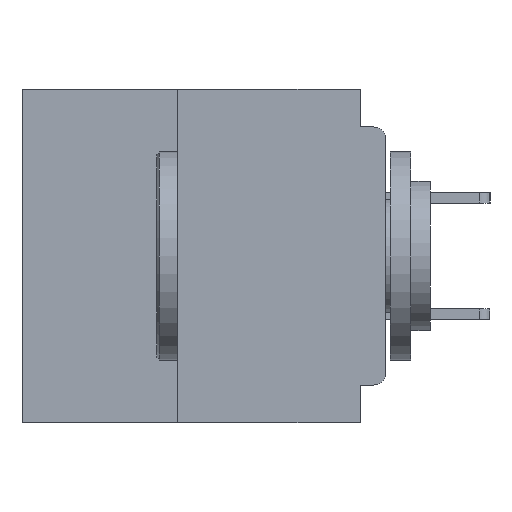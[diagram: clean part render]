
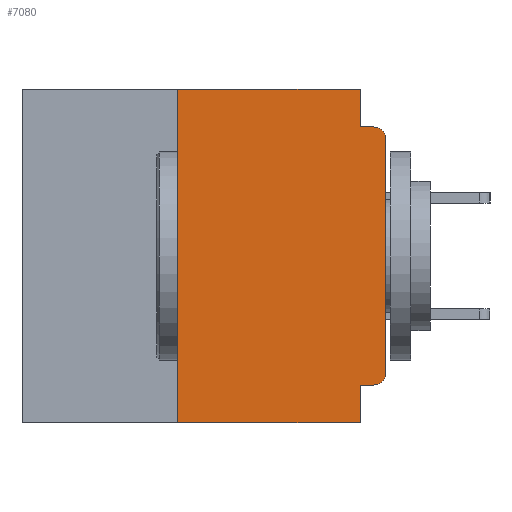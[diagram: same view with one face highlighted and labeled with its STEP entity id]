
A CAD part, left-side view. The second image highlights one B-rep face of the part: STEP entity #7080.
In plain terms, the highlighted planar face has unit normal (-1, 0, 0).
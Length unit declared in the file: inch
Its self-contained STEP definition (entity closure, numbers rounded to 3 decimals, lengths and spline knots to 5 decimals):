
#455 = DIRECTION ( 'NONE',  ( 0., 0., -1. ) ) ;
#1105 = VECTOR ( 'NONE', #60450, 39.37008 ) ;
#1129 = DIRECTION ( 'NONE',  ( 0., 0., -1. ) ) ;
#1141 = DIRECTION ( 'NONE',  ( -1., 0., 0. ) ) ;
#1153 = EDGE_CURVE ( 'NONE', #52635, #12788, #31662, .T. ) ;
#1213 = CARTESIAN_POINT ( 'NONE',  ( 0., 0.015, -0.34 ) ) ;
#1663 = CARTESIAN_POINT ( 'NONE',  ( 0., 0., -0.045 ) ) ;
#2076 = CARTESIAN_POINT ( 'NONE',  ( 0., 0.031, 0. ) ) ;
#2154 = ORIENTED_EDGE ( 'NONE', *, *, #1153, .T. ) ;
#2967 = DIRECTION ( 'NONE',  ( 0., 1., 0. ) ) ;
#4351 = VECTOR ( 'NONE', #37228, 39.37008 ) ;
#4922 = CARTESIAN_POINT ( 'NONE',  ( 0., 0.031, -0.4 ) ) ;
#5293 = AXIS2_PLACEMENT_3D ( 'NONE', #23771, #61045, #29163 ) ;
#5881 = CIRCLE ( 'NONE', #5293, 0.015 ) ;
#6854 = EDGE_CURVE ( 'NONE', #11539, #42529, #32167, .T. ) ;
#7080 = ADVANCED_FACE ( 'NONE', ( #42088 ), #39795, .F. ) ;
#10407 = ORIENTED_EDGE ( 'NONE', *, *, #62341, .T. ) ;
#11539 = VERTEX_POINT ( 'NONE', #2076 ) ;
#12788 = VERTEX_POINT ( 'NONE', #40109 ) ;
#13058 = CARTESIAN_POINT ( 'NONE',  ( 0., 0.437, 0. ) ) ;
#13517 = VECTOR ( 'NONE', #39158, 39.37008 ) ;
#13879 = CARTESIAN_POINT ( 'NONE',  ( 0., 0.031, -0.045 ) ) ;
#15147 = ORIENTED_EDGE ( 'NONE', *, *, #37652, .F. ) ;
#16975 = VECTOR ( 'NONE', #18679, 39.37008 ) ;
#18409 = EDGE_LOOP ( 'NONE', ( #10407, #37373, #15147, #57757, #58421, #62882, #37656, #20028, #48425, #2154 ) ) ;
#18499 = DIRECTION ( 'NONE',  ( 0., 0., -1. ) ) ;
#18679 = DIRECTION ( 'NONE',  ( 0., -1., 0. ) ) ;
#19535 = EDGE_CURVE ( 'NONE', #54072, #64938, #27376, .T. ) ;
#20028 = ORIENTED_EDGE ( 'NONE', *, *, #19535, .F. ) ;
#21992 = EDGE_CURVE ( 'NONE', #52635, #54072, #24458, .T. ) ;
#22180 = CARTESIAN_POINT ( 'NONE',  ( 0., 0.25, 0. ) ) ;
#22614 = DIRECTION ( 'NONE',  ( 0., -1., 0. ) ) ;
#23771 = CARTESIAN_POINT ( 'NONE',  ( 0., 0.015, -0.06 ) ) ;
#24458 = LINE ( 'NONE', #66896, #51145 ) ;
#24609 = VERTEX_POINT ( 'NONE', #67312 ) ;
#26659 = VECTOR ( 'NONE', #22614, 39.37008 ) ;
#27376 = LINE ( 'NONE', #4922, #39868 ) ;
#28113 = AXIS2_PLACEMENT_3D ( 'NONE', #1213, #1141, #1129 ) ;
#28781 = CARTESIAN_POINT ( 'NONE',  ( 0., 0.015, -0.045 ) ) ;
#29163 = DIRECTION ( 'NONE',  ( 0., 0., -1. ) ) ;
#31662 = CIRCLE ( 'NONE', #28113, 0.015 ) ;
#31852 = CARTESIAN_POINT ( 'NONE',  ( 0., 0., 0. ) ) ;
#32167 = LINE ( 'NONE', #32624, #58816 ) ;
#32624 = CARTESIAN_POINT ( 'NONE',  ( 0., 0.031, 0. ) ) ;
#32957 = LINE ( 'NONE', #45276, #16975 ) ;
#33542 = CARTESIAN_POINT ( 'NONE',  ( 0., 0.031, -0.355 ) ) ;
#33962 = CARTESIAN_POINT ( 'NONE',  ( 0., 0.25, -0.4 ) ) ;
#36682 = EDGE_CURVE ( 'NONE', #60832, #64464, #43807, .T. ) ;
#37228 = DIRECTION ( 'NONE',  ( 0., 0., 1. ) ) ;
#37373 = ORIENTED_EDGE ( 'NONE', *, *, #44227, .T. ) ;
#37652 = EDGE_CURVE ( 'NONE', #42529, #52914, #68550, .T. ) ;
#37656 = ORIENTED_EDGE ( 'NONE', *, *, #46605, .T. ) ;
#39158 = DIRECTION ( 'NONE',  ( 0., -1., 0. ) ) ;
#39580 = AXIS2_PLACEMENT_3D ( 'NONE', #13058, #50477, #18499 ) ;
#39795 = PLANE ( 'NONE',  #39580 ) ;
#39868 = VECTOR ( 'NONE', #47731, 39.37008 ) ;
#40109 = CARTESIAN_POINT ( 'NONE',  ( 0., 0., -0.34 ) ) ;
#42088 = FACE_OUTER_BOUND ( 'NONE', #18409, .T. ) ;
#42529 = VERTEX_POINT ( 'NONE', #13879 ) ;
#43807 = LINE ( 'NONE', #33962, #1105 ) ;
#44227 = EDGE_CURVE ( 'NONE', #24609, #52914, #5881, .T. ) ;
#45276 = CARTESIAN_POINT ( 'NONE',  ( 0., 0.437, 0. ) ) ;
#46605 = EDGE_CURVE ( 'NONE', #60832, #64938, #69036, .T. ) ;
#47036 = LINE ( 'NONE', #31852, #4351 ) ;
#47731 = DIRECTION ( 'NONE',  ( 0., 0., -1. ) ) ;
#48425 = ORIENTED_EDGE ( 'NONE', *, *, #21992, .F. ) ;
#49194 = CARTESIAN_POINT ( 'NONE',  ( 0., 0.437, -0.4 ) ) ;
#50477 = DIRECTION ( 'NONE',  ( 1., 0., 0. ) ) ;
#51145 = VECTOR ( 'NONE', #2967, 39.37008 ) ;
#52311 = CARTESIAN_POINT ( 'NONE',  ( 0., 0.015, -0.355 ) ) ;
#52635 = VERTEX_POINT ( 'NONE', #52311 ) ;
#52914 = VERTEX_POINT ( 'NONE', #28781 ) ;
#54072 = VERTEX_POINT ( 'NONE', #33542 ) ;
#57757 = ORIENTED_EDGE ( 'NONE', *, *, #6854, .F. ) ;
#58421 = ORIENTED_EDGE ( 'NONE', *, *, #58653, .F. ) ;
#58653 = EDGE_CURVE ( 'NONE', #64464, #11539, #32957, .T. ) ;
#58816 = VECTOR ( 'NONE', #455, 39.37008 ) ;
#60450 = DIRECTION ( 'NONE',  ( 0., 0., 1. ) ) ;
#60832 = VERTEX_POINT ( 'NONE', #61817 ) ;
#61045 = DIRECTION ( 'NONE',  ( -1., 0., 0. ) ) ;
#61817 = CARTESIAN_POINT ( 'NONE',  ( 0., 0.25, -0.4 ) ) ;
#62341 = EDGE_CURVE ( 'NONE', #12788, #24609, #47036, .T. ) ;
#62882 = ORIENTED_EDGE ( 'NONE', *, *, #36682, .F. ) ;
#63585 = CARTESIAN_POINT ( 'NONE',  ( 0., 0.031, -0.4 ) ) ;
#64464 = VERTEX_POINT ( 'NONE', #22180 ) ;
#64938 = VERTEX_POINT ( 'NONE', #63585 ) ;
#66896 = CARTESIAN_POINT ( 'NONE',  ( 0., 0., -0.355 ) ) ;
#67312 = CARTESIAN_POINT ( 'NONE',  ( 0., 0., -0.06 ) ) ;
#68550 = LINE ( 'NONE', #1663, #13517 ) ;
#69036 = LINE ( 'NONE', #49194, #26659 ) ;
